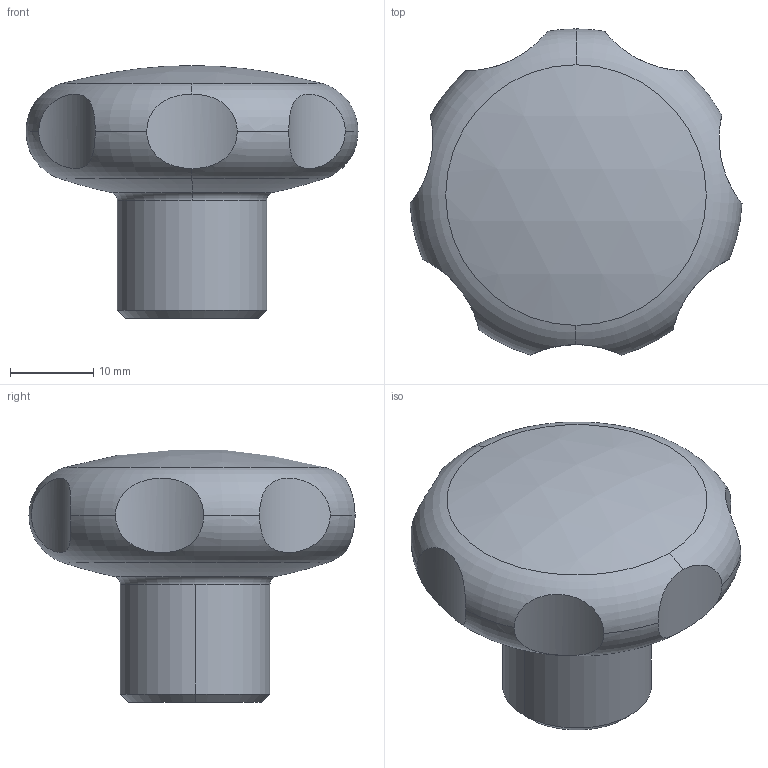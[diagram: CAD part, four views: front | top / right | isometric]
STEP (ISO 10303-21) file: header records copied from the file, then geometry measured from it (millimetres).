
FILE_DESCRIPTION(('STEP AP214'),'1');
FILE_NAME('HALDERN_EH_24690_0646.stp','2021-06-29T12:37:21',('TraceParts'),('TraceParts S.A.'),'Spatial InterOp 3D',' ',' ');
FILE_SCHEMA(('AUTOMOTIVE_DESIGN { 1 0 10303 214 1 1 1 1 }'));
Length unit declared in the file: millimetre
Products named in the file (1): HALDERN_EH_24690_0646
Bounding box: 39.95 x 39.25 x 30.41 mm (x, y, z)
Volume: 17297.9 mm3; surface area: 4485.7 mm2
Topology: 1 solids, 1 shells, 32 faces, 77 edges, 47 vertices
Faces by surface type: cylinder 13, torus 8, cone 8, plane 2, sphere 1
Entity records: 1486 total; most frequent: CARTESIAN_POINT 469, DIRECTION 170, ORIENTED_EDGE 150, AXIS2_PLACEMENT_3D 78, EDGE_CURVE 75, VERTEX_POINT 47, CIRCLE 45, EDGE_LOOP 34
